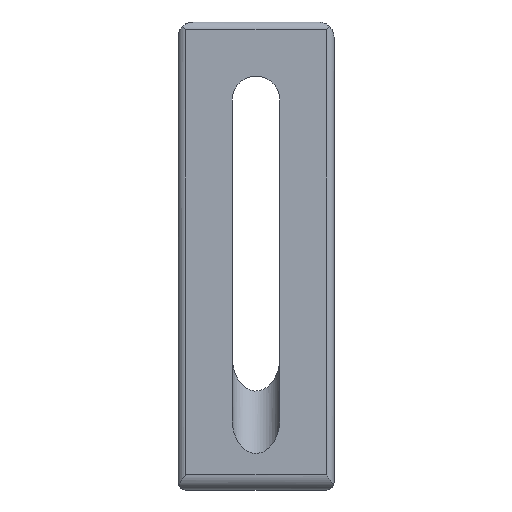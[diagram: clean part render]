
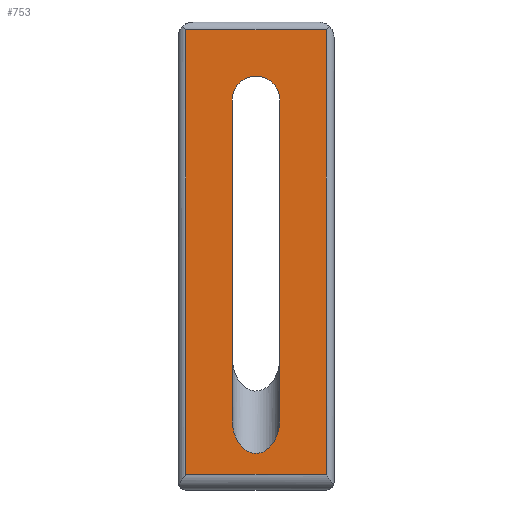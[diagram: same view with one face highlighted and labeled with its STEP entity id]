
A CAD part, left-side view. The second image highlights one B-rep face of the part: STEP entity #753.
In plain terms, the highlighted planar face has unit normal (-1, 0, 0).
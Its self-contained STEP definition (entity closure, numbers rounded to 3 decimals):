
#20=FACE_BOUND('',#254,.T.);
#25=ELLIPSE('',#808,4.313,3.05);
#43=PLANE('',#818);
#88=LINE('',#1215,#147);
#89=LINE('',#1217,#148);
#90=LINE('',#1219,#149);
#91=LINE('',#1220,#150);
#92=LINE('',#1221,#151);
#93=LINE('',#1222,#152);
#147=VECTOR('',#972,57.);
#148=VECTOR('',#973,18.);
#149=VECTOR('',#974,57.);
#150=VECTOR('',#975,18.);
#151=VECTOR('',#976,41.);
#152=VECTOR('',#977,41.);
#210=FACE_OUTER_BOUND('',#253,.T.);
#253=EDGE_LOOP('',(#597,#598,#599,#600));
#254=EDGE_LOOP('',(#601,#602,#603,#604));
#290=CIRCLE('',#806,3.05);
#350=VERTEX_POINT('',#1168);
#351=VERTEX_POINT('',#1169);
#352=VERTEX_POINT('',#1174);
#353=VERTEX_POINT('',#1176);
#366=VERTEX_POINT('',#1213);
#367=VERTEX_POINT('',#1214);
#368=VERTEX_POINT('',#1216);
#369=VERTEX_POINT('',#1218);
#435=EDGE_CURVE('',#350,#351,#290,.T.);
#439=EDGE_CURVE('',#353,#352,#25,.T.);
#457=EDGE_CURVE('',#366,#367,#88,.T.);
#458=EDGE_CURVE('',#367,#368,#89,.T.);
#459=EDGE_CURVE('',#368,#369,#90,.T.);
#460=EDGE_CURVE('',#369,#366,#91,.T.);
#461=EDGE_CURVE('',#351,#353,#92,.T.);
#462=EDGE_CURVE('',#352,#350,#93,.T.);
#597=ORIENTED_EDGE('',*,*,#457,.T.);
#598=ORIENTED_EDGE('',*,*,#458,.T.);
#599=ORIENTED_EDGE('',*,*,#459,.T.);
#600=ORIENTED_EDGE('',*,*,#460,.T.);
#601=ORIENTED_EDGE('',*,*,#461,.T.);
#602=ORIENTED_EDGE('',*,*,#439,.T.);
#603=ORIENTED_EDGE('',*,*,#462,.T.);
#604=ORIENTED_EDGE('',*,*,#435,.T.);
#753=ADVANCED_FACE('',(#210,#20),#43,.F.);
#806=AXIS2_PLACEMENT_3D('',#1170,#930,#931);
#808=AXIS2_PLACEMENT_3D('',#1177,#937,#938);
#818=AXIS2_PLACEMENT_3D('',#1212,#970,#971);
#930=DIRECTION('center_axis',(1.,0.,0.));
#931=DIRECTION('ref_axis',(0.,0.,1.));
#937=DIRECTION('center_axis',(1.,0.,0.));
#938=DIRECTION('ref_axis',(0.,0.,1.));
#970=DIRECTION('center_axis',(1.,0.,0.));
#971=DIRECTION('ref_axis',(0.,0.,-1.));
#972=DIRECTION('',(0.,0.,1.));
#973=DIRECTION('',(0.,1.,0.));
#974=DIRECTION('',(0.,0.,-1.));
#975=DIRECTION('',(0.,-1.,0.));
#976=DIRECTION('',(0.,0.,-1.));
#977=DIRECTION('',(0.,0.,1.));
#1168=CARTESIAN_POINT('',(0.,3.05,50.));
#1169=CARTESIAN_POINT('',(0.,-3.05,50.));
#1170=CARTESIAN_POINT('Origin',(0.,0.,50.));
#1174=CARTESIAN_POINT('',(0.,3.05,9.));
#1176=CARTESIAN_POINT('',(0.,-3.05,9.));
#1177=CARTESIAN_POINT('Origin',(0.,0.,9.));
#1212=CARTESIAN_POINT('Origin',(0.,0.,30.));
#1213=CARTESIAN_POINT('',(0.,-9.,2.));
#1214=CARTESIAN_POINT('',(0.,-9.,59.));
#1215=CARTESIAN_POINT('',(0.,-9.,15.));
#1216=CARTESIAN_POINT('',(0.,9.,59.));
#1217=CARTESIAN_POINT('',(0.,0.,59.));
#1218=CARTESIAN_POINT('',(0.,9.,2.));
#1219=CARTESIAN_POINT('',(0.,9.,30.5));
#1220=CARTESIAN_POINT('',(0.,5.,2.));
#1221=CARTESIAN_POINT('',(0.,-3.05,31.75));
#1222=CARTESIAN_POINT('',(0.,3.05,31.75));
